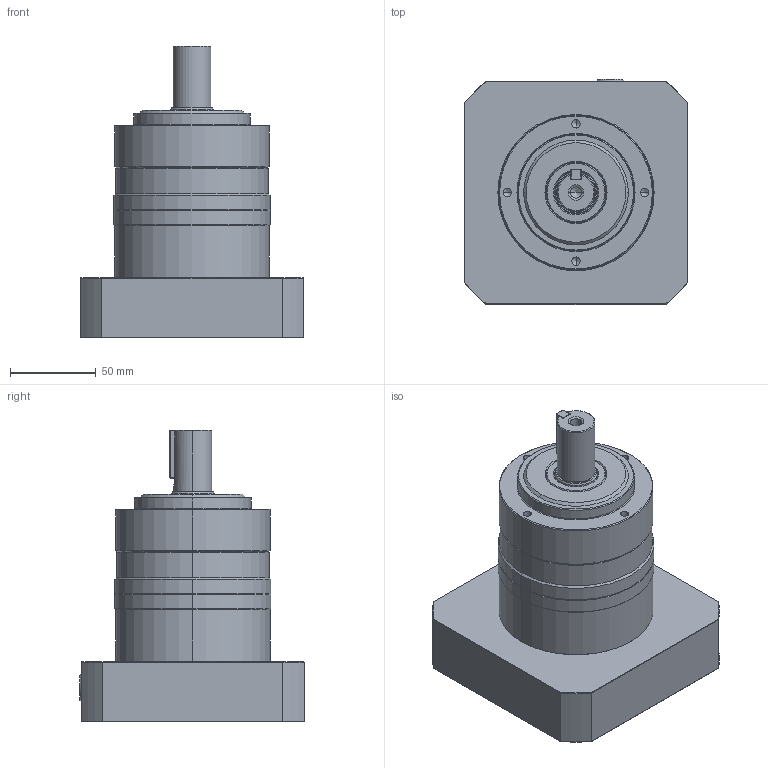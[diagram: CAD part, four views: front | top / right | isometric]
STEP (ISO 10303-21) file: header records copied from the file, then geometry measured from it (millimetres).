
FILE_DESCRIPTION (( 'STEP AP203' ), '1' );
FILE_NAME ('PGA090-05A5.step', '2019-12-03T14:53:40', ( '' ), ( '' ), 'SwSTEP 2.0', 'SolidWorks 2019', '' );
FILE_SCHEMA (( 'CONFIG_CONTROL_DESIGN' ));
Length unit declared in the file: inch
Products named in the file (1): PGA090-05A5
Bounding box: 130 x 131 x 170 mm (x, y, z)
Volume: 936210.9 mm3; surface area: 109254.3 mm2
Topology: 1 solids, 1 shells, 345 faces, 853 edges, 508 vertices
Faces by surface type: plane 136, cone 93, cylinder 87, torus 29
Entity records: 10127 total; most frequent: CARTESIAN_POINT 2116, DIRECTION 1714, ORIENTED_EDGE 1626, EDGE_CURVE 813, AXIS2_PLACEMENT_3D 656, VERTEX_POINT 508, LINE 402, VECTOR 402
